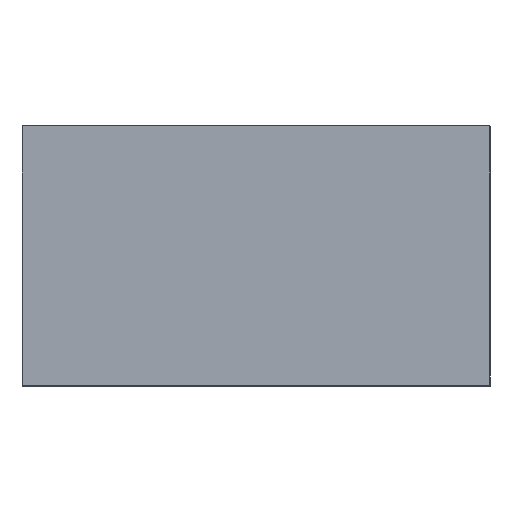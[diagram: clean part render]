
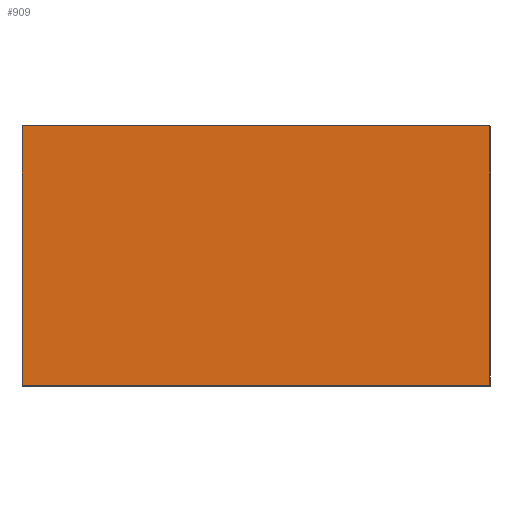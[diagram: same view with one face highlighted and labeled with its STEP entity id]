
A CAD part, top view. The second image highlights one B-rep face of the part: STEP entity #909.
In plain terms, the highlighted planar face has unit normal (0, 0, 1).
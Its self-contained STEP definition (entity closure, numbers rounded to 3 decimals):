
#71 = DIRECTION ( 'NONE',  ( 1., 0., 0. ) ) ;
#73 = ORIENTED_EDGE ( 'NONE', *, *, #1726, .F. ) ;
#106 = FACE_OUTER_BOUND ( 'NONE', #1629, .T. ) ;
#159 = LINE ( 'NONE', #828, #1139 ) ;
#171 = CARTESIAN_POINT ( 'NONE',  ( 917.169, 622.574, 0.2 ) ) ;
#217 = CARTESIAN_POINT ( 'NONE',  ( 917.619, 622.574, 0.2 ) ) ;
#271 = ORIENTED_EDGE ( 'NONE', *, *, #1308, .F. ) ;
#340 = DIRECTION ( 'NONE',  ( 0., -1., 0. ) ) ;
#387 = ORIENTED_EDGE ( 'NONE', *, *, #724, .T. ) ;
#401 = CARTESIAN_POINT ( 'NONE',  ( 917.169, 622.449, 0.2 ) ) ;
#429 = VERTEX_POINT ( 'NONE', #1918 ) ;
#549 = EDGE_CURVE ( 'NONE', #429, #1366, #1546, .T. ) ;
#560 = CARTESIAN_POINT ( 'NONE',  ( 917.619, 622.449, 0.2 ) ) ;
#629 = LINE ( 'NONE', #217, #1787 ) ;
#724 = EDGE_CURVE ( 'NONE', #1366, #917, #159, .T. ) ;
#818 = VERTEX_POINT ( 'NONE', #1579 ) ;
#828 = CARTESIAN_POINT ( 'NONE',  ( 917.394, 622.449, 0.2 ) ) ;
#864 = DIRECTION ( 'NONE',  ( 0., 0., 1. ) ) ;
#909 = ADVANCED_FACE ( 'NONE', ( #106 ), #1738, .T. ) ;
#917 = VERTEX_POINT ( 'NONE', #560 ) ;
#955 = VECTOR ( 'NONE', #1076, 1000. ) ;
#1030 = DIRECTION ( 'NONE',  ( 1., 0., 0. ) ) ;
#1066 = ORIENTED_EDGE ( 'NONE', *, *, #549, .T. ) ;
#1076 = DIRECTION ( 'NONE',  ( 0., -1., 0. ) ) ;
#1078 = AXIS2_PLACEMENT_3D ( 'NONE', #401, #864, #1887 ) ;
#1139 = VECTOR ( 'NONE', #71, 1000. ) ;
#1281 = CARTESIAN_POINT ( 'NONE',  ( 917.169, 622.449, 0.2 ) ) ;
#1308 = EDGE_CURVE ( 'NONE', #818, #917, #629, .T. ) ;
#1366 = VERTEX_POINT ( 'NONE', #1281 ) ;
#1444 = CARTESIAN_POINT ( 'NONE',  ( 917.394, 622.699, 0.2 ) ) ;
#1546 = LINE ( 'NONE', #171, #955 ) ;
#1579 = CARTESIAN_POINT ( 'NONE',  ( 917.619, 622.699, 0.2 ) ) ;
#1601 = VECTOR ( 'NONE', #1030, 1000. ) ;
#1629 = EDGE_LOOP ( 'NONE', ( #387, #271, #73, #1066 ) ) ;
#1726 = EDGE_CURVE ( 'NONE', #429, #818, #1728, .T. ) ;
#1728 = LINE ( 'NONE', #1444, #1601 ) ;
#1738 = PLANE ( 'NONE',  #1078 ) ;
#1787 = VECTOR ( 'NONE', #340, 1000. ) ;
#1887 = DIRECTION ( 'NONE',  ( 1., 0., 0. ) ) ;
#1918 = CARTESIAN_POINT ( 'NONE',  ( 917.169, 622.699, 0.2 ) ) ;
